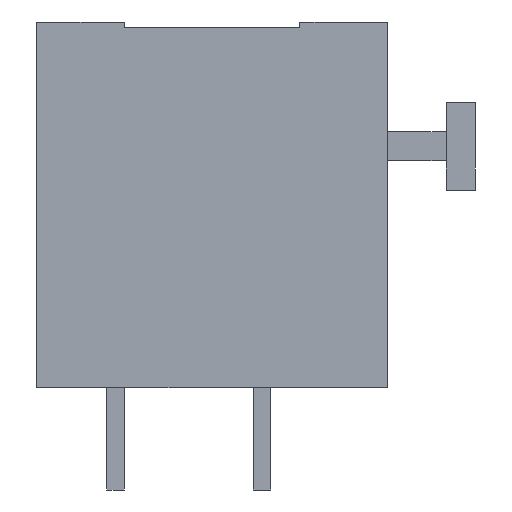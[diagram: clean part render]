
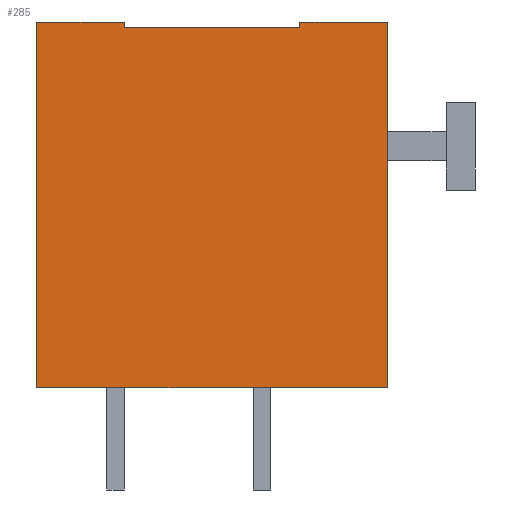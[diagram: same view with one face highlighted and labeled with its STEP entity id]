
A CAD part, front view. The second image highlights one B-rep face of the part: STEP entity #285.
In plain terms, the highlighted planar face has unit normal (0, -1, 0).
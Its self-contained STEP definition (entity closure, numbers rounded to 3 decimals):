
#285=ADVANCED_FACE('',(#490),#491,.F.);
#490=FACE_OUTER_BOUND('',#648,.T.);
#491=PLANE('',#649);
#648=EDGE_LOOP('',(#1030,#1031,#1032,#1033,#1034,#1035,#1036,#1037));
#649=AXIS2_PLACEMENT_3D('',#1038,#1039,#1040);
#1030=ORIENTED_EDGE('',*,*,#1214,.F.);
#1031=ORIENTED_EDGE('',*,*,#1206,.F.);
#1032=ORIENTED_EDGE('',*,*,#1190,.T.);
#1033=ORIENTED_EDGE('',*,*,#1212,.T.);
#1034=ORIENTED_EDGE('',*,*,#1197,.F.);
#1035=ORIENTED_EDGE('',*,*,#1210,.F.);
#1036=ORIENTED_EDGE('',*,*,#1215,.F.);
#1037=ORIENTED_EDGE('',*,*,#1216,.T.);
#1038=CARTESIAN_POINT('',(-25.0,-2.5,20.139));
#1039=DIRECTION('',(0.0,1.0,0.0));
#1040=DIRECTION('',(0.0,0.0,1.0));
#1190=EDGE_CURVE('',#1406,#1404,#1407,.T.);
#1197=EDGE_CURVE('',#1417,#1412,#1419,.T.);
#1206=EDGE_CURVE('',#1406,#1432,#1433,.T.);
#1210=EDGE_CURVE('',#1436,#1417,#1438,.T.);
#1212=EDGE_CURVE('',#1404,#1412,#1440,.T.);
#1214=EDGE_CURVE('',#1432,#1442,#1443,.T.);
#1215=EDGE_CURVE('',#1444,#1436,#1445,.T.);
#1216=EDGE_CURVE('',#1444,#1442,#1446,.T.);
#1404=VERTEX_POINT('',#1718);
#1406=VERTEX_POINT('',#1721);
#1407=LINE('',#1722,#1723);
#1412=VERTEX_POINT('',#1730);
#1417=VERTEX_POINT('',#1737);
#1419=LINE('',#1740,#1741);
#1432=VERTEX_POINT('',#1760);
#1433=LINE('',#1761,#1762);
#1436=VERTEX_POINT('',#1766);
#1438=LINE('',#1769,#1770);
#1440=LINE('',#1772,#1773);
#1442=VERTEX_POINT('',#1775);
#1443=LINE('',#1776,#1777);
#1444=VERTEX_POINT('',#1778);
#1445=LINE('',#1779,#1780);
#1446=LINE('',#1781,#1782);
#1718=CARTESIAN_POINT('',(-25.0,-2.5,7.639));
#1721=CARTESIAN_POINT('',(-25.0,-2.5,20.139));
#1722=CARTESIAN_POINT('',(-25.0,-2.5,20.139));
#1723=VECTOR('',#1881,1.0);
#1730=CARTESIAN_POINT('',(-13.0,-2.5,7.639));
#1737=CARTESIAN_POINT('',(-13.0,-2.5,20.139));
#1740=CARTESIAN_POINT('',(-13.0,-2.5,20.139));
#1741=VECTOR('',#1887,1.0);
#1760=CARTESIAN_POINT('',(-22.0,-2.5,20.139));
#1761=CARTESIAN_POINT('',(-25.0,-2.5,20.139));
#1762=VECTOR('',#1894,1.0);
#1766=CARTESIAN_POINT('',(-16.0,-2.5,20.139));
#1769=CARTESIAN_POINT('',(-25.0,-2.5,20.139));
#1770=VECTOR('',#1897,1.0);
#1772=CARTESIAN_POINT('',(-25.0,-2.5,7.639));
#1773=VECTOR('',#1898,1.0);
#1775=CARTESIAN_POINT('',(-22.0,-2.5,19.939));
#1776=CARTESIAN_POINT('',(-22.0,-2.5,20.139));
#1777=VECTOR('',#1899,1.0);
#1778=CARTESIAN_POINT('',(-16.0,-2.5,19.939));
#1779=CARTESIAN_POINT('',(-16.0,-2.5,20.139));
#1780=VECTOR('',#1900,1.0);
#1781=CARTESIAN_POINT('',(-25.0,-2.5,19.939));
#1782=VECTOR('',#1901,1.0);
#1881=DIRECTION('',(0.0,0.0,-1.0));
#1887=DIRECTION('',(0.0,0.0,-1.0));
#1894=DIRECTION('',(1.0,0.0,0.0));
#1897=DIRECTION('',(1.0,0.0,0.0));
#1898=DIRECTION('',(1.0,0.0,0.0));
#1899=DIRECTION('',(0.0,0.0,-1.0));
#1900=DIRECTION('',(0.0,0.0,1.0));
#1901=DIRECTION('',(-1.0,0.0,0.0));
